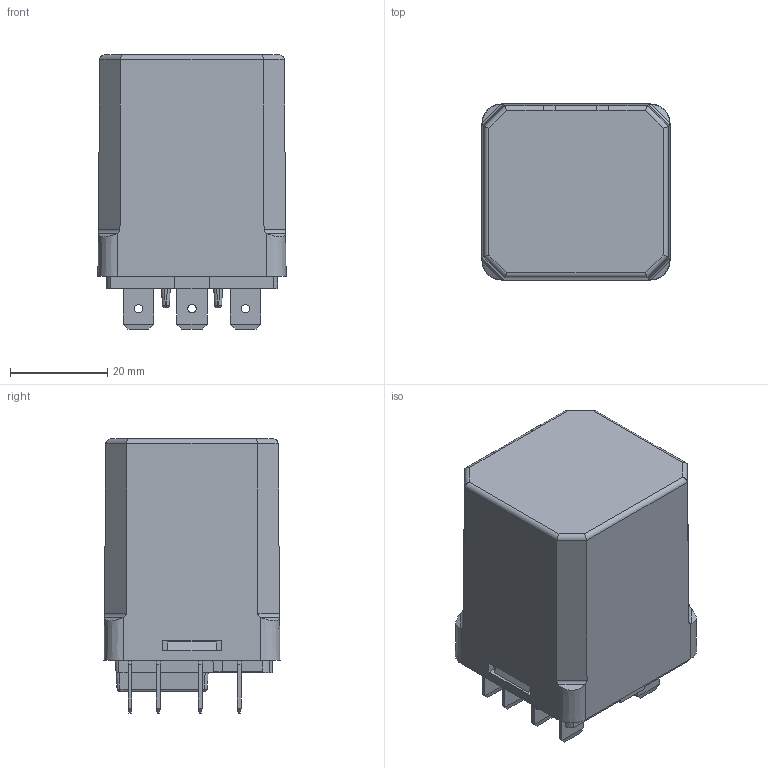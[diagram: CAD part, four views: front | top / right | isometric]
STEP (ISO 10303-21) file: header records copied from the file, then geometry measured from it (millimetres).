
FILE_DESCRIPTION (( 'STEP AP214' ), '1' );
FILE_NAME ('RUC faston 6,3x0,8.STEP', '2016-06-20T05:32:35', ( '' ), ( '' ), 'SwSTEP 2.0', 'SolidWorks 2016', '' );
FILE_SCHEMA (( 'AUTOMOTIVE_DESIGN' ));
Length unit declared in the file: millimetre
Products named in the file (1): RUC faston 6,3x0,8
Bounding box: 38.65 x 36.15 x 56.3 mm (x, y, z)
Volume: 21149.9 mm3; surface area: 18910.6 mm2
Topology: 1 solids, 3 shells, 524 faces, 1355 edges, 872 vertices
Faces by surface type: plane 344, cylinder 92, bspline 72, sphere 8, cone 5, torus 3
Entity records: 23076 total; most frequent: CARTESIAN_POINT 7488, ORIENTED_EDGE 2710, DIRECTION 2134, EDGE_CURVE 1355, LINE 1006, VECTOR 1006, VERTEX_POINT 872, EDGE_LOOP 581
